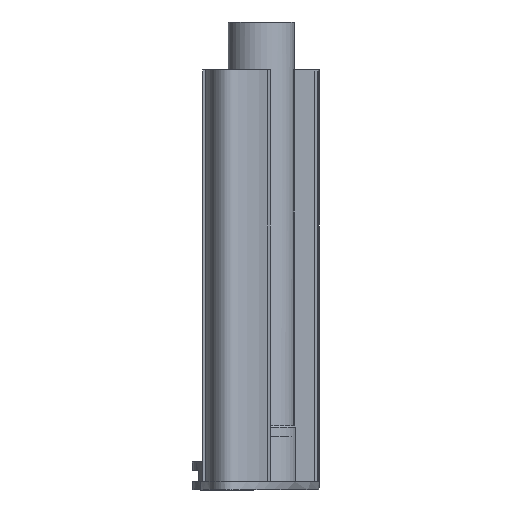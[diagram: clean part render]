
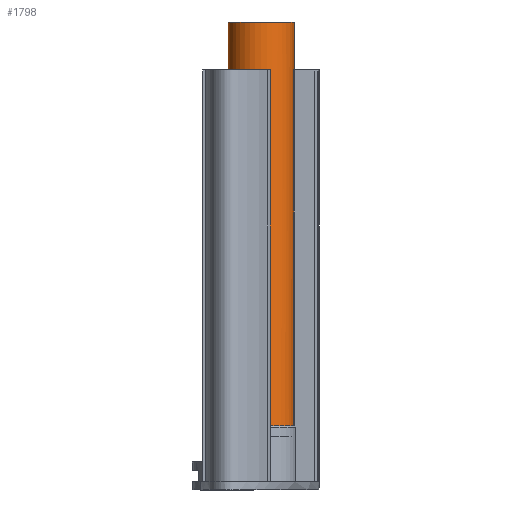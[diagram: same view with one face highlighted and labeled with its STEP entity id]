
A CAD part, left-side view. The second image highlights one B-rep face of the part: STEP entity #1798.
In plain terms, the highlighted cylindrical face has radius 11.75 mm (diameter 23.5 mm), a full revolution.
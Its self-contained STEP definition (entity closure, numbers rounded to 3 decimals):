
#87=CIRCLE('',#1894,11.75);
#90=CIRCLE('',#1899,11.75);
#91=CIRCLE('',#1900,11.75);
#116=CIRCLE('',#1942,11.75);
#117=CIRCLE('',#1943,11.75);
#118=CIRCLE('',#1944,11.75);
#145=CYLINDRICAL_SURFACE('',#1941,11.75);
#226=FACE_OUTER_BOUND('',#327,.T.);
#327=EDGE_LOOP('',(#1346,#1347,#1348,#1349,#1350,#1351,#1352,#1353,#1354,
#1355,#1356,#1357));
#471=LINE('',#6801,#644);
#472=LINE('',#6805,#645);
#473=LINE('',#6807,#646);
#474=LINE('',#6810,#647);
#475=LINE('',#6813,#648);
#644=VECTOR('',#2186,10.);
#645=VECTOR('',#2191,11.75);
#646=VECTOR('',#2192,10.);
#647=VECTOR('',#2195,10.);
#648=VECTOR('',#2198,10.);
#784=VERTEX_POINT('',#6640);
#786=VERTEX_POINT('',#6643);
#790=VERTEX_POINT('',#6655);
#792=VERTEX_POINT('',#6660);
#793=VERTEX_POINT('',#6662);
#843=VERTEX_POINT('',#6799);
#844=VERTEX_POINT('',#6803);
#845=VERTEX_POINT('',#6806);
#846=VERTEX_POINT('',#6808);
#847=VERTEX_POINT('',#6811);
#962=EDGE_CURVE('',#784,#786,#87,.T.);
#969=EDGE_CURVE('',#790,#792,#90,.T.);
#970=EDGE_CURVE('',#792,#793,#91,.T.);
#1040=EDGE_CURVE('',#843,#784,#471,.T.);
#1041=EDGE_CURVE('',#844,#844,#116,.T.);
#1042=EDGE_CURVE('',#844,#792,#472,.T.);
#1043=EDGE_CURVE('',#845,#790,#473,.T.);
#1044=EDGE_CURVE('',#845,#846,#117,.T.);
#1045=EDGE_CURVE('',#786,#846,#474,.T.);
#1046=EDGE_CURVE('',#843,#847,#118,.T.);
#1047=EDGE_CURVE('',#793,#847,#475,.T.);
#1346=ORIENTED_EDGE('',*,*,#1041,.T.);
#1347=ORIENTED_EDGE('',*,*,#1042,.T.);
#1348=ORIENTED_EDGE('',*,*,#969,.F.);
#1349=ORIENTED_EDGE('',*,*,#1043,.F.);
#1350=ORIENTED_EDGE('',*,*,#1044,.T.);
#1351=ORIENTED_EDGE('',*,*,#1045,.F.);
#1352=ORIENTED_EDGE('',*,*,#962,.F.);
#1353=ORIENTED_EDGE('',*,*,#1040,.F.);
#1354=ORIENTED_EDGE('',*,*,#1046,.T.);
#1355=ORIENTED_EDGE('',*,*,#1047,.F.);
#1356=ORIENTED_EDGE('',*,*,#970,.F.);
#1357=ORIENTED_EDGE('',*,*,#1042,.F.);
#1798=ADVANCED_FACE('',(#226),#145,.T.);
#1894=AXIS2_PLACEMENT_3D('',#6644,#2045,#2046);
#1899=AXIS2_PLACEMENT_3D('',#6661,#2058,#2059);
#1900=AXIS2_PLACEMENT_3D('',#6663,#2060,#2061);
#1941=AXIS2_PLACEMENT_3D('',#6802,#2187,#2188);
#1942=AXIS2_PLACEMENT_3D('',#6804,#2189,#2190);
#1943=AXIS2_PLACEMENT_3D('',#6809,#2193,#2194);
#1944=AXIS2_PLACEMENT_3D('',#6812,#2196,#2197);
#2045=DIRECTION('center_axis',(0.,0.,
-1.));
#2046=DIRECTION('ref_axis',(1.,0.,0.));
#2058=DIRECTION('center_axis',(0.,0.,
-1.));
#2059=DIRECTION('ref_axis',(1.,0.,0.));
#2060=DIRECTION('center_axis',(0.,0.,
-1.));
#2061=DIRECTION('ref_axis',(1.,0.,0.));
#2186=DIRECTION('',(0.,0.,-1.));
#2187=DIRECTION('center_axis',(0.,0.,
-1.));
#2188=DIRECTION('ref_axis',(1.,0.,0.));
#2189=DIRECTION('center_axis',(0.,0.,
-1.));
#2190=DIRECTION('ref_axis',(-1.,0.,0.));
#2191=DIRECTION('',(0.,0.,-1.));
#2192=DIRECTION('',(0.,0.,-1.));
#2193=DIRECTION('center_axis',(0.,0.,
1.));
#2194=DIRECTION('ref_axis',(-1.,0.,0.));
#2195=DIRECTION('',(0.,0.,1.));
#2196=DIRECTION('center_axis',(0.,0.,
1.));
#2197=DIRECTION('ref_axis',(-1.,0.,0.));
#2198=DIRECTION('',(0.,0.,1.));
#6640=CARTESIAN_POINT('',(98.448,17.424,20.));
#6643=CARTESIAN_POINT('',(98.489,-6.076,20.));
#6644=CARTESIAN_POINT('Origin',(98.489,5.674,20.));
#6655=CARTESIAN_POINT('',(97.451,-6.03,20.));
#6660=CARTESIAN_POINT('',(86.739,5.674,20.));
#6661=CARTESIAN_POINT('Origin',(98.489,5.674,20.));
#6662=CARTESIAN_POINT('',(97.462,17.379,20.));
#6663=CARTESIAN_POINT('Origin',(98.489,5.674,20.));
#6799=CARTESIAN_POINT('',(98.448,17.424,147.));
#6801=CARTESIAN_POINT('',(98.448,17.424,-4.));
#6802=CARTESIAN_POINT('Origin',(98.489,5.674,-4.));
#6803=CARTESIAN_POINT('',(86.739,5.674,164.));
#6804=CARTESIAN_POINT('Origin',(98.489,5.674,164.));
#6805=CARTESIAN_POINT('',(86.739,5.674,-4.));
#6806=CARTESIAN_POINT('',(97.451,-6.03,147.));
#6807=CARTESIAN_POINT('',(97.451,-6.03,-4.));
#6808=CARTESIAN_POINT('',(98.489,-6.076,147.));
#6809=CARTESIAN_POINT('Origin',(98.489,5.674,147.));
#6810=CARTESIAN_POINT('',(98.489,-6.076,-4.));
#6811=CARTESIAN_POINT('',(97.462,17.379,147.));
#6812=CARTESIAN_POINT('Origin',(98.489,5.674,147.));
#6813=CARTESIAN_POINT('',(97.462,17.379,-4.));
